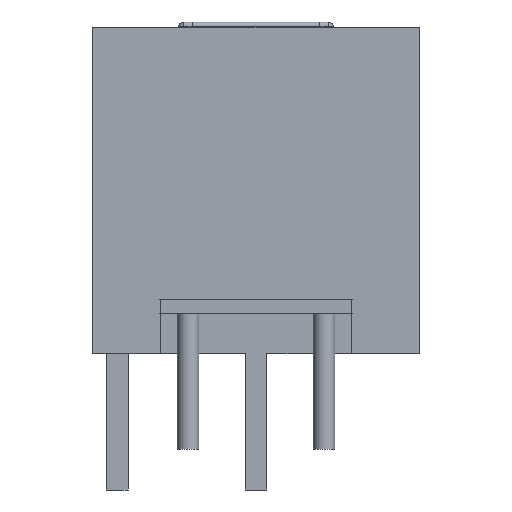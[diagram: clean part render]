
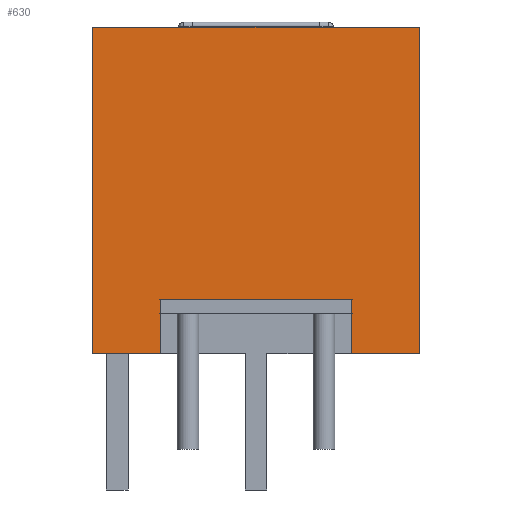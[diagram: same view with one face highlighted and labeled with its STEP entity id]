
A CAD part, front view. The second image highlights one B-rep face of the part: STEP entity #630.
In plain terms, the highlighted planar face has unit normal (0, -1, 0).
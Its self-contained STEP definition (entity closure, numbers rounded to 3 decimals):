
#222 = VERTEX_POINT('',#223);
#223 = CARTESIAN_POINT('',(3.5,-5.5,2.));
#229 = EDGE_CURVE('',#222,#230,#232,.T.);
#230 = VERTEX_POINT('',#231);
#231 = CARTESIAN_POINT('',(-3.5,-5.5,2.));
#232 = LINE('',#233,#234);
#233 = CARTESIAN_POINT('',(3.5,-5.5,2.));
#234 = VECTOR('',#235,1.);
#235 = DIRECTION('',(-1.,0.,0.));
#384 = VERTEX_POINT('',#385);
#385 = CARTESIAN_POINT('',(6.,-5.5,12.));
#391 = EDGE_CURVE('',#384,#392,#394,.T.);
#392 = VERTEX_POINT('',#393);
#393 = CARTESIAN_POINT('',(-6.,-5.5,12.));
#394 = LINE('',#395,#396);
#395 = CARTESIAN_POINT('',(6.,-5.5,12.));
#396 = VECTOR('',#397,1.);
#397 = DIRECTION('',(-1.,0.,0.));
#578 = VERTEX_POINT('',#579);
#579 = CARTESIAN_POINT('',(-6.,-5.5,0.));
#587 = EDGE_CURVE('',#578,#392,#588,.T.);
#588 = LINE('',#589,#590);
#589 = CARTESIAN_POINT('',(-6.,-5.5,0.));
#590 = VECTOR('',#591,1.);
#591 = DIRECTION('',(0.,0.,1.));
#610 = EDGE_CURVE('',#611,#230,#613,.T.);
#611 = VERTEX_POINT('',#612);
#612 = CARTESIAN_POINT('',(-3.5,-5.5,0.));
#613 = LINE('',#614,#615);
#614 = CARTESIAN_POINT('',(-3.5,-5.5,0.));
#615 = VECTOR('',#616,1.);
#616 = DIRECTION('',(0.,0.,1.));
#630 = ADVANCED_FACE('',(#631),#665,.T.);
#631 = FACE_BOUND('',#632,.T.);
#632 = EDGE_LOOP('',(#633,#643,#649,#650,#651,#657,#658,#659));
#633 = ORIENTED_EDGE('',*,*,#634,.F.);
#634 = EDGE_CURVE('',#635,#637,#639,.T.);
#635 = VERTEX_POINT('',#636);
#636 = CARTESIAN_POINT('',(6.,-5.5,0.));
#637 = VERTEX_POINT('',#638);
#638 = CARTESIAN_POINT('',(3.5,-5.5,0.));
#639 = LINE('',#640,#641);
#640 = CARTESIAN_POINT('',(6.,-5.5,0.));
#641 = VECTOR('',#642,1.);
#642 = DIRECTION('',(-1.,0.,0.));
#643 = ORIENTED_EDGE('',*,*,#644,.T.);
#644 = EDGE_CURVE('',#635,#384,#645,.T.);
#645 = LINE('',#646,#647);
#646 = CARTESIAN_POINT('',(6.,-5.5,0.));
#647 = VECTOR('',#648,1.);
#648 = DIRECTION('',(0.,0.,1.));
#649 = ORIENTED_EDGE('',*,*,#391,.T.);
#650 = ORIENTED_EDGE('',*,*,#587,.F.);
#651 = ORIENTED_EDGE('',*,*,#652,.F.);
#652 = EDGE_CURVE('',#611,#578,#653,.T.);
#653 = LINE('',#654,#655);
#654 = CARTESIAN_POINT('',(6.,-5.5,0.));
#655 = VECTOR('',#656,1.);
#656 = DIRECTION('',(-1.,0.,0.));
#657 = ORIENTED_EDGE('',*,*,#610,.T.);
#658 = ORIENTED_EDGE('',*,*,#229,.F.);
#659 = ORIENTED_EDGE('',*,*,#660,.F.);
#660 = EDGE_CURVE('',#637,#222,#661,.T.);
#661 = LINE('',#662,#663);
#662 = CARTESIAN_POINT('',(3.5,-5.5,0.));
#663 = VECTOR('',#664,1.);
#664 = DIRECTION('',(0.,0.,1.));
#665 = PLANE('',#666);
#666 = AXIS2_PLACEMENT_3D('',#667,#668,#669);
#667 = CARTESIAN_POINT('',(6.,-5.5,0.));
#668 = DIRECTION('',(0.,-1.,0.));
#669 = DIRECTION('',(-1.,0.,0.));
